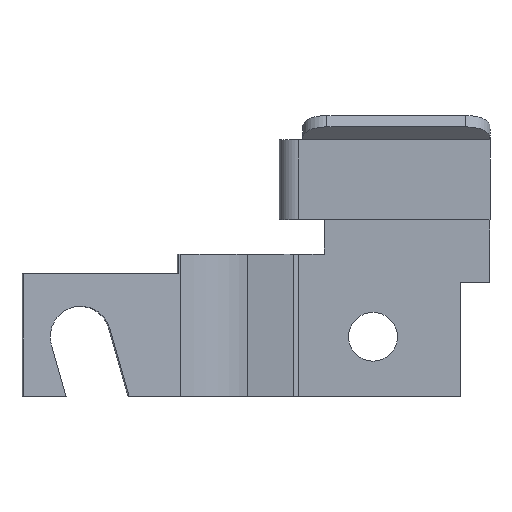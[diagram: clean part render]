
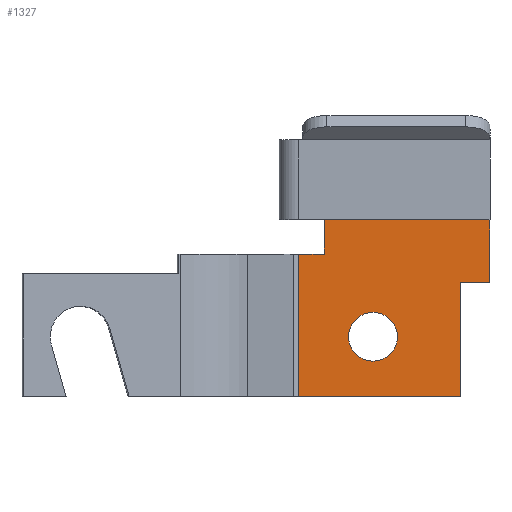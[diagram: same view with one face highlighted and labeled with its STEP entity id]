
A CAD part, left-side view. The second image highlights one B-rep face of the part: STEP entity #1327.
In plain terms, the highlighted planar face has unit normal (-1, 0, 0).
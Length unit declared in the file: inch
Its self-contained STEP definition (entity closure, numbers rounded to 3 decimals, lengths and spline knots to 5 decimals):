
#23 = VERTEX_POINT ( 'NONE', #1089 ) ;
#37 = CARTESIAN_POINT ( 'NONE',  ( 0.0175, 0., 0.205 ) ) ;
#42 = LINE ( 'NONE', #465, #1298 ) ;
#58 = DIRECTION ( 'NONE',  ( -1., 0., 0. ) ) ;
#91 = DIRECTION ( 'NONE',  ( -1., 0., 0. ) ) ;
#104 = CARTESIAN_POINT ( 'NONE',  ( 0.0175, 0., 0.205 ) ) ;
#111 = EDGE_CURVE ( 'NONE', #835, #944, #241, .T. ) ;
#126 = CARTESIAN_POINT ( 'NONE',  ( 0.0175, 0., 0. ) ) ;
#138 = DIRECTION ( 'NONE',  ( 0., 1., 0. ) ) ;
#140 = CARTESIAN_POINT ( 'NONE',  ( 0.0175, -0.4905, 0.205 ) ) ;
#144 = ORIENTED_EDGE ( 'NONE', *, *, #965, .F. ) ;
#169 = CARTESIAN_POINT ( 'NONE',  ( 0.0175, -0.128, -0.3 ) ) ;
#186 = LINE ( 'NONE', #1432, #468 ) ;
#188 = DIRECTION ( 'NONE',  ( 0., -1., 0. ) ) ;
#201 = EDGE_CURVE ( 'NONE', #23, #1070, #42, .T. ) ;
#215 = DIRECTION ( 'NONE',  ( 0., -1., 0. ) ) ;
#220 = CARTESIAN_POINT ( 'NONE',  ( 0.0175, -0.4905, -0.16 ) ) ;
#241 = LINE ( 'NONE', #140, #1160 ) ;
#242 = LINE ( 'NONE', #1437, #1462 ) ;
#250 = ORIENTED_EDGE ( 'NONE', *, *, #943, .T. ) ;
#320 = VERTEX_POINT ( 'NONE', #326 ) ;
#326 = CARTESIAN_POINT ( 'NONE',  ( 0.0175, -0.4155, -0.16 ) ) ;
#331 = ORIENTED_EDGE ( 'NONE', *, *, #111, .F. ) ;
#342 = CARTESIAN_POINT ( 'NONE',  ( 0.0175, 0., -0.453 ) ) ;
#345 = VERTEX_POINT ( 'NONE', #913 ) ;
#349 = DIRECTION ( 'NONE',  ( 0., 0., -1. ) ) ;
#369 = LINE ( 'NONE', #37, #679 ) ;
#383 = CARTESIAN_POINT ( 'NONE',  ( 0.0175, 0., 0.205 ) ) ;
#433 = FACE_OUTER_BOUND ( 'NONE', #597, .T. ) ;
#465 = CARTESIAN_POINT ( 'NONE',  ( 0.0175, 0., -0.088 ) ) ;
#468 = VECTOR ( 'NONE', #585, 39.37008 ) ;
#469 = EDGE_CURVE ( 'NONE', #1070, #1354, #369, .T. ) ;
#491 = LINE ( 'NONE', #383, #1350 ) ;
#497 = ORIENTED_EDGE ( 'NONE', *, *, #761, .T. ) ;
#512 = VECTOR ( 'NONE', #1306, 39.37008 ) ;
#537 = EDGE_CURVE ( 'NONE', #1073, #864, #1588, .T. ) ;
#567 = EDGE_LOOP ( 'NONE', ( #587, #1583 ) ) ;
#570 = CARTESIAN_POINT ( 'NONE',  ( 0.0175, -0.253, -0.3 ) ) ;
#583 = DIRECTION ( 'NONE',  ( 0., 1., 0. ) ) ;
#585 = DIRECTION ( 'NONE',  ( 0., 0., 1. ) ) ;
#587 = ORIENTED_EDGE ( 'NONE', *, *, #537, .F. ) ;
#597 = EDGE_LOOP ( 'NONE', ( #331, #1131, #144, #1038, #697, #250, #1282, #1510, #1526, #1072, #497 ) ) ;
#610 = EDGE_CURVE ( 'NONE', #1275, #345, #242, .T. ) ;
#626 = DIRECTION ( 'NONE',  ( 0., 1., 0. ) ) ;
#634 = VERTEX_POINT ( 'NONE', #1570 ) ;
#668 = LINE ( 'NONE', #736, #936 ) ;
#679 = VECTOR ( 'NONE', #862, 39.37008 ) ;
#697 = ORIENTED_EDGE ( 'NONE', *, *, #610, .T. ) ;
#723 = DIRECTION ( 'NONE',  ( 0., 0., -1. ) ) ;
#725 = CARTESIAN_POINT ( 'NONE',  ( 0.0175, 0., 0.205 ) ) ;
#730 = LINE ( 'NONE', #104, #1399 ) ;
#736 = CARTESIAN_POINT ( 'NONE',  ( 0.0175, -0.0105, 0.205 ) ) ;
#741 = CIRCLE ( 'NONE', #1331, 0.0625 ) ;
#761 = EDGE_CURVE ( 'NONE', #320, #944, #953, .T. ) ;
#764 = FACE_BOUND ( 'NONE', #567, .T. ) ;
#769 = CARTESIAN_POINT ( 'NONE',  ( 0.0175, -0.1905, -0.3 ) ) ;
#792 = AXIS2_PLACEMENT_3D ( 'NONE', #725, #839, #138 ) ;
#809 = DIRECTION ( 'NONE',  ( 0., -1., 0. ) ) ;
#833 = CARTESIAN_POINT ( 'NONE',  ( 0.0175, -0.4155, -0.453 ) ) ;
#835 = VERTEX_POINT ( 'NONE', #859 ) ;
#839 = DIRECTION ( 'NONE',  ( 1., 0., 0. ) ) ;
#842 = CARTESIAN_POINT ( 'NONE',  ( 0.0175, -0.0105, 0.205 ) ) ;
#859 = CARTESIAN_POINT ( 'NONE',  ( 0.0175, -0.4905, 0.205 ) ) ;
#862 = DIRECTION ( 'NONE',  ( 0., 0., -1. ) ) ;
#864 = VERTEX_POINT ( 'NONE', #169 ) ;
#887 = DIRECTION ( 'NONE',  ( 0., -1., 0. ) ) ;
#913 = CARTESIAN_POINT ( 'NONE',  ( 0.0175, -0.0655, 0. ) ) ;
#917 = VECTOR ( 'NONE', #188, 39.37008 ) ;
#927 = CARTESIAN_POINT ( 'NONE',  ( 0.0175, -0.0655, 0.205 ) ) ;
#936 = VECTOR ( 'NONE', #626, 39.37008 ) ;
#939 = EDGE_CURVE ( 'NONE', #1311, #320, #186, .T. ) ;
#943 = EDGE_CURVE ( 'NONE', #345, #23, #1469, .T. ) ;
#944 = VERTEX_POINT ( 'NONE', #220 ) ;
#945 = DIRECTION ( 'NONE',  ( 0., 0., -1. ) ) ;
#953 = LINE ( 'NONE', #1398, #917 ) ;
#965 = EDGE_CURVE ( 'NONE', #634, #997, #730, .T. ) ;
#975 = CARTESIAN_POINT ( 'NONE',  ( 0.0175, 0., -0.453 ) ) ;
#997 = VERTEX_POINT ( 'NONE', #842 ) ;
#1012 = CARTESIAN_POINT ( 'NONE',  ( 0.0175, -0.1905, -0.3 ) ) ;
#1029 = EDGE_CURVE ( 'NONE', #835, #997, #668, .T. ) ;
#1038 = ORIENTED_EDGE ( 'NONE', *, *, #1321, .T. ) ;
#1053 = DIRECTION ( 'NONE',  ( 0., -1., 0. ) ) ;
#1060 = VECTOR ( 'NONE', #349, 39.37008 ) ;
#1070 = VERTEX_POINT ( 'NONE', #1300 ) ;
#1072 = ORIENTED_EDGE ( 'NONE', *, *, #939, .T. ) ;
#1073 = VERTEX_POINT ( 'NONE', #570 ) ;
#1084 = EDGE_CURVE ( 'NONE', #1311, #1354, #1481, .T. ) ;
#1089 = CARTESIAN_POINT ( 'NONE',  ( 0.0175, -0.0655, -0.088 ) ) ;
#1124 = EDGE_CURVE ( 'NONE', #864, #1073, #741, .T. ) ;
#1131 = ORIENTED_EDGE ( 'NONE', *, *, #1029, .T. ) ;
#1160 = VECTOR ( 'NONE', #945, 39.37008 ) ;
#1218 = AXIS2_PLACEMENT_3D ( 'NONE', #1012, #91, #1053 ) ;
#1275 = VERTEX_POINT ( 'NONE', #126 ) ;
#1282 = ORIENTED_EDGE ( 'NONE', *, *, #201, .T. ) ;
#1298 = VECTOR ( 'NONE', #583, 39.37008 ) ;
#1300 = CARTESIAN_POINT ( 'NONE',  ( 0.0175, 0., -0.088 ) ) ;
#1306 = DIRECTION ( 'NONE',  ( 0., 1., 0. ) ) ;
#1311 = VERTEX_POINT ( 'NONE', #833 ) ;
#1321 = EDGE_CURVE ( 'NONE', #634, #1275, #491, .T. ) ;
#1327 = ADVANCED_FACE ( 'NONE', ( #764, #433 ), #1472, .F. ) ;
#1331 = AXIS2_PLACEMENT_3D ( 'NONE', #769, #58, #887 ) ;
#1350 = VECTOR ( 'NONE', #723, 39.37008 ) ;
#1354 = VERTEX_POINT ( 'NONE', #975 ) ;
#1398 = CARTESIAN_POINT ( 'NONE',  ( 0.0175, -0.4905, -0.16 ) ) ;
#1399 = VECTOR ( 'NONE', #215, 39.37008 ) ;
#1432 = CARTESIAN_POINT ( 'NONE',  ( 0.0175, -0.4155, -0.16 ) ) ;
#1437 = CARTESIAN_POINT ( 'NONE',  ( 0.0175, 0., 0. ) ) ;
#1462 = VECTOR ( 'NONE', #809, 39.37008 ) ;
#1469 = LINE ( 'NONE', #927, #1060 ) ;
#1472 = PLANE ( 'NONE',  #792 ) ;
#1481 = LINE ( 'NONE', #342, #512 ) ;
#1510 = ORIENTED_EDGE ( 'NONE', *, *, #469, .T. ) ;
#1526 = ORIENTED_EDGE ( 'NONE', *, *, #1084, .F. ) ;
#1570 = CARTESIAN_POINT ( 'NONE',  ( 0.0175, 0., 0.205 ) ) ;
#1583 = ORIENTED_EDGE ( 'NONE', *, *, #1124, .F. ) ;
#1588 = CIRCLE ( 'NONE', #1218, 0.0625 ) ;
